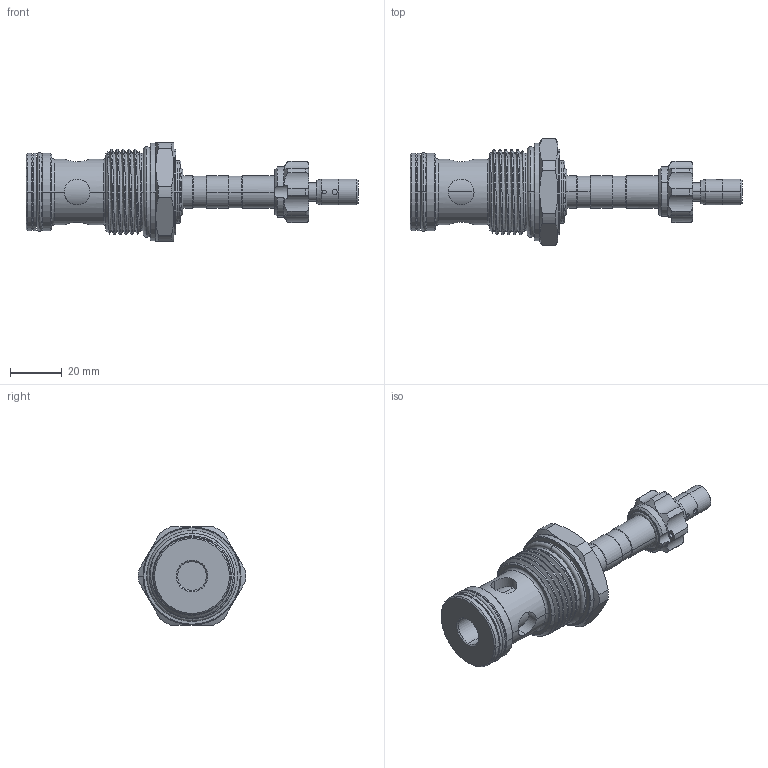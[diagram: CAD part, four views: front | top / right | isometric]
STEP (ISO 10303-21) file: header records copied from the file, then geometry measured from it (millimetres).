
FILE_DESCRIPTION (( 'STEP AP203' ), '1' );
FILE_NAME ('EP21E2A02T05.STEP', '2016-08-30T01:45:39', ( '' ), ( '' ), 'SwSTEP 2.0', 'SolidWorks 2012', '' );
FILE_SCHEMA (( 'CONFIG_CONTROL_DESIGN' ));
Length unit declared in the file: millimetre
Products named in the file (1): EP21E2A02T05
Bounding box: 128.55 x 41.5 x 38 mm (x, y, z)
Volume: 51774.1 mm3; surface area: 16619.8 mm2
Topology: 4 solids, 4 shells, 289 faces, 673 edges, 415 vertices
Faces by surface type: cylinder 134, cone 66, plane 53, torus 34, bspline 2
Entity records: 14691 total; most frequent: CARTESIAN_POINT 8076, DIRECTION 1422, ORIENTED_EDGE 1346, EDGE_CURVE 673, AXIS2_PLACEMENT_3D 603, VERTEX_POINT 415, EDGE_LOOP 320, CIRCLE 315
